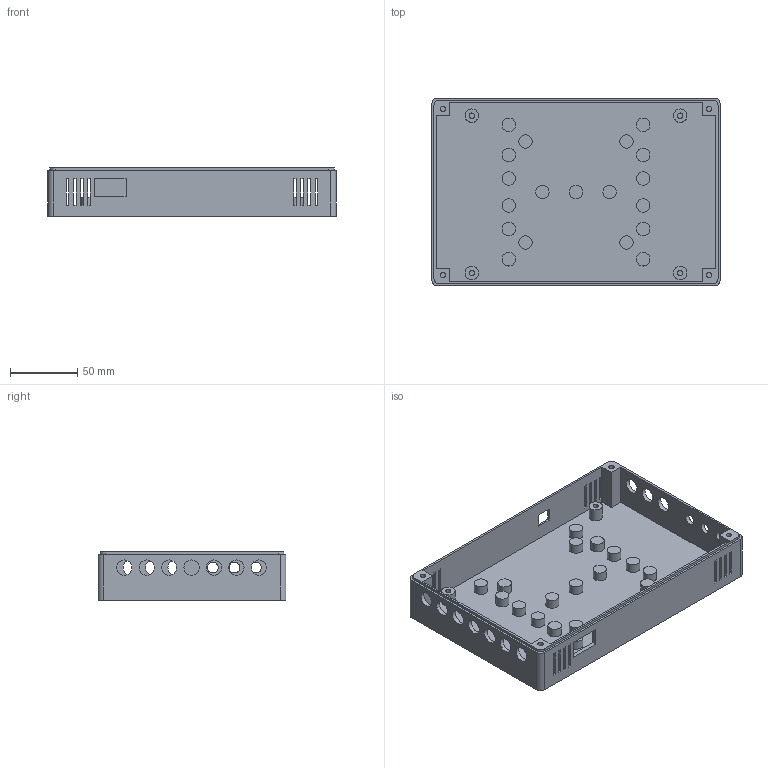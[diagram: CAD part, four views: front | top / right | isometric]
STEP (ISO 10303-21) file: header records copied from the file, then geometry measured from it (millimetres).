
FILE_DESCRIPTION(/* description */ ('KiCad electronic assembly'),/* implementation_level */ '2;1');
FILE_NAME(/* name */ 'OPB_enclosure.step',/* time_stamp */ '2025-12-11T00:47:28+01:00',/* author */ (''),/* organization */ (''),/* preprocessor_version */ 'ST-DEVELOPER v20.1',/* originating_system */ 'Autodesk Translation Framework v14.21.0.0',/* authorisation */ '');
FILE_SCHEMA (('AUTOMOTIVE_DESIGN { 1 0 10303 214 3 1 1 }'));
Length unit declared in the file: millimetre
Products named in the file (1): PowerBox2.1 KICAD 1
Bounding box: 214.14 x 139.64 x 36 mm (x, y, z)
Volume: 196455.7 mm3; surface area: 116891.7 mm2
Topology: 1 solids, 1 shells, 222 faces, 501 edges, 334 vertices
Faces by surface type: plane 151, cylinder 71
Full cylindrical faces by diameter (mm): 4 x8, 5.9 x19, 8 x3, 10 x23, 11.3 x10
Entity records: 6353 total; most frequent: DIRECTION 1089, CARTESIAN_POINT 1058, ORIENTED_EDGE 1002, EDGE_CURVE 501, AXIS2_PLACEMENT_3D 365, LINE 359, VECTOR 359, EDGE_LOOP 337
